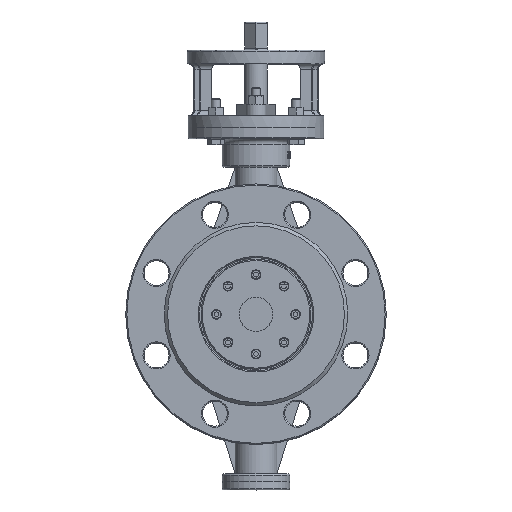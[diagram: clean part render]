
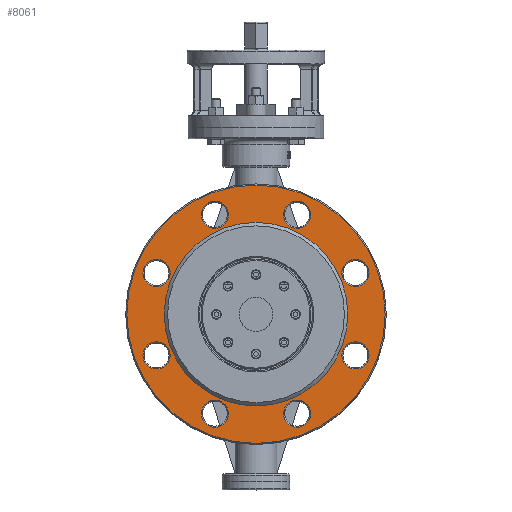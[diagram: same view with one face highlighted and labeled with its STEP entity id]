
A CAD part, top view. The second image highlights one B-rep face of the part: STEP entity #8061.
In plain terms, the highlighted planar face has unit normal (0, 0, 1).
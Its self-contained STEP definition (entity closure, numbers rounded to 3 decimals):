
#279=FACE_BOUND('',#1748,.T.);
#280=FACE_BOUND('',#1749,.T.);
#281=FACE_BOUND('',#1750,.T.);
#282=FACE_BOUND('',#1751,.T.);
#283=FACE_BOUND('',#1752,.T.);
#284=FACE_BOUND('',#1753,.T.);
#285=FACE_BOUND('',#1754,.T.);
#286=FACE_BOUND('',#1755,.T.);
#287=FACE_BOUND('',#1756,.T.);
#646=CIRCLE('',#8834,81.);
#648=CIRCLE('',#8837,114.);
#649=CIRCLE('',#8838,12.);
#650=CIRCLE('',#8839,12.);
#651=CIRCLE('',#8840,12.);
#652=CIRCLE('',#8841,12.);
#653=CIRCLE('',#8842,12.);
#654=CIRCLE('',#8843,12.);
#655=CIRCLE('',#8844,12.);
#656=CIRCLE('',#8845,12.);
#889=PLANE('',#8836);
#1234=FACE_OUTER_BOUND('',#1747,.T.);
#1747=EDGE_LOOP('',(#6354));
#1748=EDGE_LOOP('',(#6355));
#1749=EDGE_LOOP('',(#6356));
#1750=EDGE_LOOP('',(#6357));
#1751=EDGE_LOOP('',(#6358));
#1752=EDGE_LOOP('',(#6359));
#1753=EDGE_LOOP('',(#6360));
#1754=EDGE_LOOP('',(#6361));
#1755=EDGE_LOOP('',(#6362));
#1756=EDGE_LOOP('',(#6363));
#3640=VERTEX_POINT('',#15808);
#3642=VERTEX_POINT('',#15814);
#3643=VERTEX_POINT('',#15816);
#3644=VERTEX_POINT('',#15818);
#3645=VERTEX_POINT('',#15820);
#3646=VERTEX_POINT('',#15822);
#3647=VERTEX_POINT('',#15824);
#3648=VERTEX_POINT('',#15826);
#3649=VERTEX_POINT('',#15828);
#3650=VERTEX_POINT('',#15830);
#4595=EDGE_CURVE('',#3640,#3640,#646,.T.);
#4598=EDGE_CURVE('',#3642,#3642,#648,.T.);
#4599=EDGE_CURVE('',#3643,#3643,#649,.T.);
#4600=EDGE_CURVE('',#3644,#3644,#650,.T.);
#4601=EDGE_CURVE('',#3645,#3645,#651,.T.);
#4602=EDGE_CURVE('',#3646,#3646,#652,.T.);
#4603=EDGE_CURVE('',#3647,#3647,#653,.T.);
#4604=EDGE_CURVE('',#3648,#3648,#654,.T.);
#4605=EDGE_CURVE('',#3649,#3649,#655,.T.);
#4606=EDGE_CURVE('',#3650,#3650,#656,.T.);
#6354=ORIENTED_EDGE('',*,*,#4598,.F.);
#6355=ORIENTED_EDGE('',*,*,#4599,.F.);
#6356=ORIENTED_EDGE('',*,*,#4600,.F.);
#6357=ORIENTED_EDGE('',*,*,#4601,.F.);
#6358=ORIENTED_EDGE('',*,*,#4602,.F.);
#6359=ORIENTED_EDGE('',*,*,#4603,.F.);
#6360=ORIENTED_EDGE('',*,*,#4604,.F.);
#6361=ORIENTED_EDGE('',*,*,#4605,.F.);
#6362=ORIENTED_EDGE('',*,*,#4606,.F.);
#6363=ORIENTED_EDGE('',*,*,#4595,.F.);
#8061=ADVANCED_FACE('',(#1234,#279,#280,#281,#282,#283,#284,#285,#286,#287),
#889,.T.);
#8834=AXIS2_PLACEMENT_3D('',#15809,#10473,#10474);
#8836=AXIS2_PLACEMENT_3D('',#15813,#10478,#10479);
#8837=AXIS2_PLACEMENT_3D('',#15815,#10480,#10481);
#8838=AXIS2_PLACEMENT_3D('',#15817,#10482,#10483);
#8839=AXIS2_PLACEMENT_3D('',#15819,#10484,#10485);
#8840=AXIS2_PLACEMENT_3D('',#15821,#10486,#10487);
#8841=AXIS2_PLACEMENT_3D('',#15823,#10488,#10489);
#8842=AXIS2_PLACEMENT_3D('',#15825,#10490,#10491);
#8843=AXIS2_PLACEMENT_3D('',#15827,#10492,#10493);
#8844=AXIS2_PLACEMENT_3D('',#15829,#10494,#10495);
#8845=AXIS2_PLACEMENT_3D('',#15831,#10496,#10497);
#10473=DIRECTION('center_axis',(0.,0.,1.));
#10474=DIRECTION('ref_axis',(-1.,0.,0.));
#10478=DIRECTION('center_axis',(0.,0.,1.));
#10479=DIRECTION('ref_axis',(1.,0.,0.));
#10480=DIRECTION('center_axis',(0.,0.,-1.));
#10481=DIRECTION('ref_axis',(-1.,0.,0.));
#10482=DIRECTION('center_axis',(0.,0.,1.));
#10483=DIRECTION('ref_axis',(-1.,0.,0.));
#10484=DIRECTION('center_axis',(0.,0.,1.));
#10485=DIRECTION('ref_axis',(-1.,0.,0.));
#10486=DIRECTION('center_axis',(0.,0.,1.));
#10487=DIRECTION('ref_axis',(-1.,0.,0.));
#10488=DIRECTION('center_axis',(0.,0.,1.));
#10489=DIRECTION('ref_axis',(-1.,0.,0.));
#10490=DIRECTION('center_axis',(0.,0.,1.));
#10491=DIRECTION('ref_axis',(-1.,0.,0.));
#10492=DIRECTION('center_axis',(0.,0.,1.));
#10493=DIRECTION('ref_axis',(-1.,0.,0.));
#10494=DIRECTION('center_axis',(0.,0.,1.));
#10495=DIRECTION('ref_axis',(-1.,0.,0.));
#10496=DIRECTION('center_axis',(0.,0.,1.));
#10497=DIRECTION('ref_axis',(-1.,0.,0.));
#15808=CARTESIAN_POINT('',(81.,0.,10.5));
#15809=CARTESIAN_POINT('Origin',(0.,0.,10.5));
#15813=CARTESIAN_POINT('Origin',(0.,0.,10.5));
#15814=CARTESIAN_POINT('',(114.,0.,10.5));
#15815=CARTESIAN_POINT('Origin',(0.,0.,10.5));
#15816=CARTESIAN_POINT('',(-24.355,-87.769,10.5));
#15817=CARTESIAN_POINT('Origin',(-36.355,-87.769,10.5));
#15818=CARTESIAN_POINT('',(99.769,-36.355,10.5));
#15819=CARTESIAN_POINT('Origin',(87.769,-36.355,10.5));
#15820=CARTESIAN_POINT('',(-24.355,87.769,10.5));
#15821=CARTESIAN_POINT('Origin',(-36.355,87.769,10.5));
#15822=CARTESIAN_POINT('',(99.769,36.355,10.5));
#15823=CARTESIAN_POINT('Origin',(87.769,36.355,10.5));
#15824=CARTESIAN_POINT('',(48.355,87.769,10.5));
#15825=CARTESIAN_POINT('Origin',(36.355,87.769,10.5));
#15826=CARTESIAN_POINT('',(-75.769,36.355,10.5));
#15827=CARTESIAN_POINT('Origin',(-87.769,36.355,10.5));
#15828=CARTESIAN_POINT('',(48.355,-87.769,10.5));
#15829=CARTESIAN_POINT('Origin',(36.355,-87.769,10.5));
#15830=CARTESIAN_POINT('',(-75.769,-36.355,10.5));
#15831=CARTESIAN_POINT('Origin',(-87.769,-36.355,10.5));
